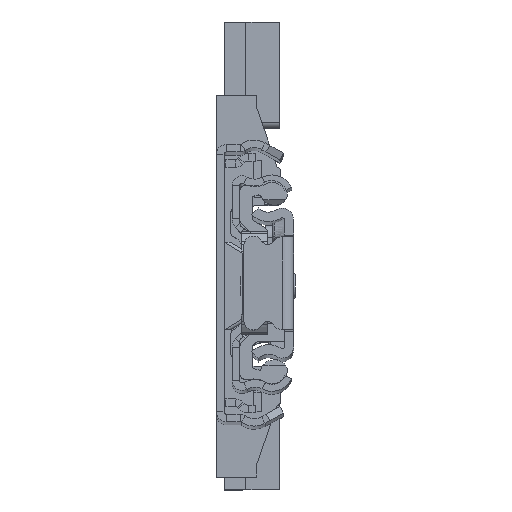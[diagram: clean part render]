
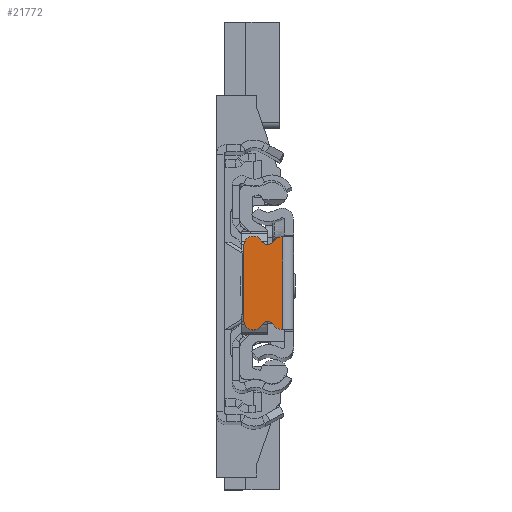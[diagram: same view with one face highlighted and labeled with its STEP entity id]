
A CAD part, top view. The second image highlights one B-rep face of the part: STEP entity #21772.
In plain terms, the highlighted planar face has unit normal (0, 0, 1).
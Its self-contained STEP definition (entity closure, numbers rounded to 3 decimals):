
#108 = DIRECTION ( 'NONE',  ( 1., 0., 0. ) ) ;
#421 = ORIENTED_EDGE ( 'NONE', *, *, #29991, .T. ) ;
#608 = DIRECTION ( 'NONE',  ( 0., 0., 1. ) ) ;
#1142 = VERTEX_POINT ( 'NONE', #35601 ) ;
#1899 = VECTOR ( 'NONE', #22957, 1000. ) ;
#2995 = DIRECTION ( 'NONE',  ( 0., -1., 0. ) ) ;
#3318 = CIRCLE ( 'NONE', #13102, 1.1 ) ;
#3330 = ORIENTED_EDGE ( 'NONE', *, *, #17010, .T. ) ;
#3977 = CARTESIAN_POINT ( 'NONE',  ( -4.142, 7.236, 0. ) ) ;
#4678 = VERTEX_POINT ( 'NONE', #35155 ) ;
#5078 = VECTOR ( 'NONE', #17017, 1000. ) ;
#5215 = AXIS2_PLACEMENT_3D ( 'NONE', #14140, #13784, #108 ) ;
#5273 = VERTEX_POINT ( 'NONE', #16850 ) ;
#5448 = ORIENTED_EDGE ( 'NONE', *, *, #13735, .F. ) ;
#5468 = CARTESIAN_POINT ( 'NONE',  ( -3.206, -6.658, 0. ) ) ;
#5585 = AXIS2_PLACEMENT_3D ( 'NONE', #13380, #18786, #7808 ) ;
#6177 = VECTOR ( 'NONE', #10663, 1000. ) ;
#6318 = CARTESIAN_POINT ( 'NONE',  ( -7.929, -6., 0. ) ) ;
#7362 = DIRECTION ( 'NONE',  ( 0., 0., -1. ) ) ;
#7528 = DIRECTION ( 'NONE',  ( 1., 0., 0. ) ) ;
#7808 = DIRECTION ( 'NONE',  ( -1., 0., 0. ) ) ;
#9215 = VERTEX_POINT ( 'NONE', #27044 ) ;
#10040 = ORIENTED_EDGE ( 'NONE', *, *, #21310, .T. ) ;
#10255 = EDGE_LOOP ( 'NONE', ( #26641, #33416, #10040, #14487, #29348, #421, #23468, #16688, #3330, #5448 ) ) ;
#10663 = DIRECTION ( 'NONE',  ( 0., -1., 0. ) ) ;
#10904 = EDGE_CURVE ( 'NONE', #25994, #4678, #29195, .T. ) ;
#10920 = LINE ( 'NONE', #27339, #26251 ) ;
#10989 = AXIS2_PLACEMENT_3D ( 'NONE', #31272, #608, #17539 ) ;
#11558 = VERTEX_POINT ( 'NONE', #6318 ) ;
#11703 = EDGE_CURVE ( 'NONE', #16921, #25994, #3318, .T. ) ;
#11704 = AXIS2_PLACEMENT_3D ( 'NONE', #23948, #29913, #7528 ) ;
#12005 = CIRCLE ( 'NONE', #24685, 1.1 ) ;
#12641 = DIRECTION ( 'NONE',  ( 0., 0., 1. ) ) ;
#12711 = EDGE_CURVE ( 'NONE', #9215, #16074, #22191, .T. ) ;
#13102 = AXIS2_PLACEMENT_3D ( 'NONE', #3977, #7362, #23269 ) ;
#13380 = CARTESIAN_POINT ( 'NONE',  ( -6.429, 6., 0. ) ) ;
#13735 = EDGE_CURVE ( 'NONE', #16074, #5273, #19711, .T. ) ;
#13784 = DIRECTION ( 'NONE',  ( 0., 0., 1. ) ) ;
#14140 = CARTESIAN_POINT ( 'NONE',  ( -1.929, -5.87, 0. ) ) ;
#14487 = ORIENTED_EDGE ( 'NONE', *, *, #11703, .T. ) ;
#15036 = EDGE_CURVE ( 'NONE', #11558, #28176, #16749, .T. ) ;
#16074 = VERTEX_POINT ( 'NONE', #17909 ) ;
#16688 = ORIENTED_EDGE ( 'NONE', *, *, #23271, .T. ) ;
#16749 = CIRCLE ( 'NONE', #10989, 1.5 ) ;
#16850 = CARTESIAN_POINT ( 'NONE',  ( -1.929, -7.37, 0. ) ) ;
#16921 = VERTEX_POINT ( 'NONE', #21750 ) ;
#17010 = EDGE_CURVE ( 'NONE', #22293, #5273, #20752, .T. ) ;
#17017 = DIRECTION ( 'NONE',  ( -1., 0., 0. ) ) ;
#17539 = DIRECTION ( 'NONE',  ( 1., 0., 0. ) ) ;
#17861 = CARTESIAN_POINT ( 'NONE',  ( -1.929, 5.87, 0. ) ) ;
#17909 = CARTESIAN_POINT ( 'NONE',  ( -1.75, -7.37, 0. ) ) ;
#18786 = DIRECTION ( 'NONE',  ( 0., 0., 1. ) ) ;
#19711 = LINE ( 'NONE', #30750, #5078 ) ;
#20752 = CIRCLE ( 'NONE', #5215, 1.5 ) ;
#21310 = EDGE_CURVE ( 'NONE', #1142, #16921, #26167, .T. ) ;
#21354 = DIRECTION ( 'NONE',  ( 0., 0., -1. ) ) ;
#21750 = CARTESIAN_POINT ( 'NONE',  ( -3.206, 6.658, 0. ) ) ;
#21772 = ADVANCED_FACE ( 'NONE', ( #24319 ), #35308, .T. ) ;
#22191 = LINE ( 'NONE', #32865, #6177 ) ;
#22293 = VERTEX_POINT ( 'NONE', #5468 ) ;
#22560 = EDGE_CURVE ( 'NONE', #1142, #9215, #26193, .T. ) ;
#22957 = DIRECTION ( 'NONE',  ( 1., 0., 0. ) ) ;
#23269 = DIRECTION ( 'NONE',  ( 1., 0., 0. ) ) ;
#23271 = EDGE_CURVE ( 'NONE', #28176, #22293, #12005, .T. ) ;
#23370 = CARTESIAN_POINT ( 'NONE',  ( -4.142, -7.236, 0. ) ) ;
#23468 = ORIENTED_EDGE ( 'NONE', *, *, #15036, .T. ) ;
#23948 = CARTESIAN_POINT ( 'NONE',  ( 344.071, 0., 0. ) ) ;
#24319 = FACE_OUTER_BOUND ( 'NONE', #10255, .T. ) ;
#24685 = AXIS2_PLACEMENT_3D ( 'NONE', #23370, #21354, #32378 ) ;
#25994 = VERTEX_POINT ( 'NONE', #32663 ) ;
#26167 = CIRCLE ( 'NONE', #33654, 1.5 ) ;
#26193 = LINE ( 'NONE', #29247, #1899 ) ;
#26251 = VECTOR ( 'NONE', #2995, 1000. ) ;
#26641 = ORIENTED_EDGE ( 'NONE', *, *, #12711, .F. ) ;
#27044 = CARTESIAN_POINT ( 'NONE',  ( -1.75, 7.37, 0. ) ) ;
#27339 = CARTESIAN_POINT ( 'NONE',  ( -7.929, -6., 0. ) ) ;
#28176 = VERTEX_POINT ( 'NONE', #29415 ) ;
#28899 = DIRECTION ( 'NONE',  ( -1., 0., 0. ) ) ;
#29195 = CIRCLE ( 'NONE', #5585, 1.5 ) ;
#29247 = CARTESIAN_POINT ( 'NONE',  ( -1.929, 7.37, 0. ) ) ;
#29348 = ORIENTED_EDGE ( 'NONE', *, *, #10904, .T. ) ;
#29415 = CARTESIAN_POINT ( 'NONE',  ( -5.109, -6.713, 0. ) ) ;
#29913 = DIRECTION ( 'NONE',  ( 0., 0., 1. ) ) ;
#29991 = EDGE_CURVE ( 'NONE', #4678, #11558, #10920, .T. ) ;
#30750 = CARTESIAN_POINT ( 'NONE',  ( -1.929, -7.37, 0. ) ) ;
#31272 = CARTESIAN_POINT ( 'NONE',  ( -6.429, -6., 0. ) ) ;
#32378 = DIRECTION ( 'NONE',  ( -1., 0., 0. ) ) ;
#32663 = CARTESIAN_POINT ( 'NONE',  ( -5.109, 6.713, 0. ) ) ;
#32865 = CARTESIAN_POINT ( 'NONE',  ( -1.75, 0., 0. ) ) ;
#33416 = ORIENTED_EDGE ( 'NONE', *, *, #22560, .F. ) ;
#33654 = AXIS2_PLACEMENT_3D ( 'NONE', #17861, #12641, #28899 ) ;
#35155 = CARTESIAN_POINT ( 'NONE',  ( -7.929, 6., 0. ) ) ;
#35308 = PLANE ( 'NONE',  #11704 ) ;
#35601 = CARTESIAN_POINT ( 'NONE',  ( -1.929, 7.37, 0. ) ) ;
